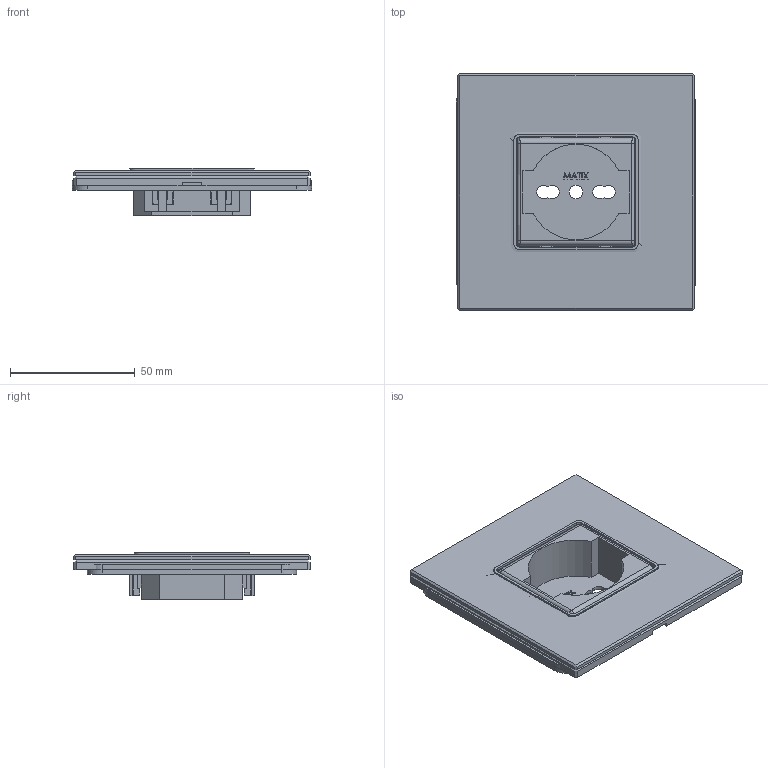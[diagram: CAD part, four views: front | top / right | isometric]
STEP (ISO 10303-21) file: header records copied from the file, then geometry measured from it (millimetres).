
FILE_DESCRIPTION (( 'STEP AP214' ), '1' );
FILE_NAME ('MATIX+KALOS-Two Way-20210125.STEP', '2021-01-26T01:05:13', ( 'ylmfeng' ), ( 'ylmfeng.com' ), 'SwSTEP 2.0', 'SolidWorks 2016', '' );
FILE_SCHEMA (( 'AUTOMOTIVE_DESIGN' ));
Length unit declared in the file: millimetre
Products named in the file (7): MATIX+KALOS-Two Way-20210125; KALOS媼弇晚遺-20210125; MATIX媼弇晚遺-20210125; 4BOX-module-MATIX-20190704; KALOS媼弇盓殤-20210125; Vitrum媼弇晚遺傍啣-MATIX-20200303; Vitrum媼弇產薛晚遺-MATIX-20191121
Assembly tree (6 placements, depth 2):
  MATIX+KALOS-Two Way-20210125
    Vitrum媼弇產薛晚遺-MATIX-20191121
    Vitrum媼弇晚遺傍啣-MATIX-20200303
    KALOS媼弇盓殤-20210125
    4BOX-module-MATIX-20190704
    MATIX媼弇晚遺-20210125
    KALOS媼弇晚遺-20210125
Bounding box: 96 x 95 x 19 mm (x, y, z)
Volume: 62924.4 mm3; surface area: 87626.2 mm2
Topology: 5 solids, 7 shells, 1712 faces, 4611 edges, 3037 vertices
Faces by surface type: plane 1181, bspline 365, cylinder 150, cone 12, torus 4
Entity records: 77699 total; most frequent: CARTESIAN_POINT 37177, ORIENTED_EDGE 9202, DIRECTION 6466, EDGE_CURVE 4603, LINE 3198, VECTOR 3198, VERTEX_POINT 3037, EDGE_LOOP 1886
